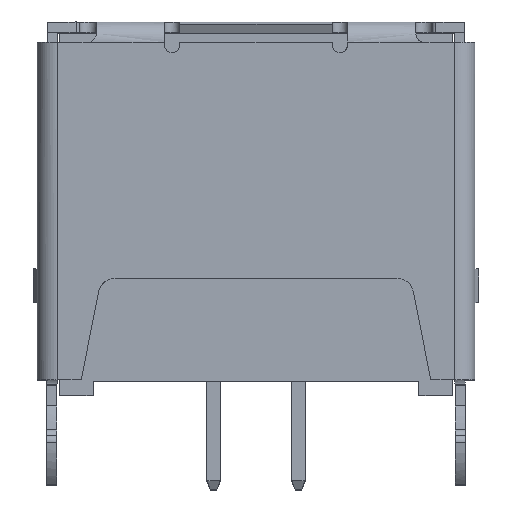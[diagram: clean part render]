
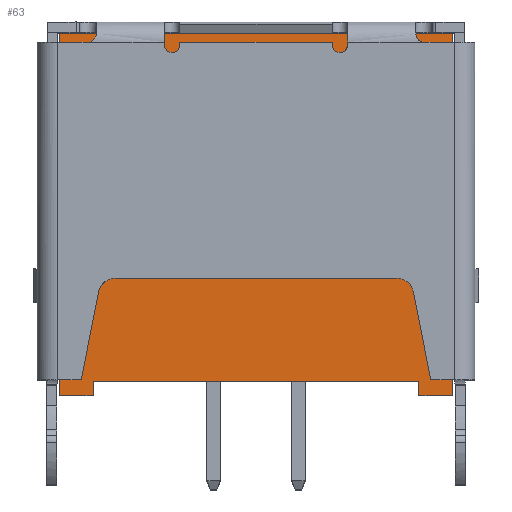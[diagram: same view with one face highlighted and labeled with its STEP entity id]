
A CAD part, top view. The second image highlights one B-rep face of the part: STEP entity #63.
In plain terms, the highlighted free-form (B-spline) face has degree [1, 1] with [2, 2] control points.
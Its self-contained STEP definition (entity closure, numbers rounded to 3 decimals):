
#63 = ADVANCED_FACE ( 'NONE', ( #3148 ), #1638, .T. ) ;
#413 = EDGE_LOOP ( 'NONE', ( #9088, #17656, #10486, #10642, #10770, #17936, #20076, #2490 ) ) ;
#668 = CARTESIAN_POINT ( 'NONE',  ( 4.8, 0., 0. ) ) ;
#751 = B_SPLINE_CURVE_WITH_KNOTS ( 'NONE', 1,
 ( #4405, #6441 ),
 .UNSPECIFIED., .F., .F.,
 ( 2, 2 ),
 ( 0., 1. ),
 .UNSPECIFIED. ) ;
#903 = CARTESIAN_POINT ( 'NONE',  ( -5.8, 10.675, 0. ) ) ;
#1104 = CARTESIAN_POINT ( 'NONE',  ( 6.032, 10.889, 0. ) ) ;
#1236 = CARTESIAN_POINT ( 'NONE',  ( -6.032, -0.214, 0. ) ) ;
#1638 = B_SPLINE_SURFACE_WITH_KNOTS ( 'NONE', 1, 1, ( 
 ( #1104, #11480 ),
 ( #18574, #1236 ) ),
 .UNSPECIFIED., .F., .F., .F.,
 ( 2, 2 ),
 ( 2, 2 ),
 ( -6.032, 6.032 ),
 ( -5.551, 5.551 ),
 .UNSPECIFIED. ) ;
#1829 = CARTESIAN_POINT ( 'NONE',  ( 5.8, 0., 0. ) ) ;
#2444 = B_SPLINE_CURVE_WITH_KNOTS ( 'NONE', 1,
 ( #16267, #8202 ),
 .UNSPECIFIED., .F., .F.,
 ( 2, 2 ),
 ( 0., 1. ),
 .UNSPECIFIED. ) ;
#2490 = ORIENTED_EDGE ( 'NONE', *, *, #12492, .T. ) ;
#2595 = CARTESIAN_POINT ( 'NONE',  ( 5.8, 0., 0. ) ) ;
#3148 = FACE_OUTER_BOUND ( 'NONE', #413, .T. ) ;
#4405 = CARTESIAN_POINT ( 'NONE',  ( 5.8, 0., 0. ) ) ;
#6091 = B_SPLINE_CURVE_WITH_KNOTS ( 'NONE', 1,
 ( #14052, #8503 ),
 .UNSPECIFIED., .F., .F.,
 ( 2, 2 ),
 ( 0., 1. ),
 .UNSPECIFIED. ) ;
#6441 = CARTESIAN_POINT ( 'NONE',  ( 5.8, 10.675, 0. ) ) ;
#6589 = B_SPLINE_CURVE_WITH_KNOTS ( 'NONE', 1,
 ( #22641, #20462 ),
 .UNSPECIFIED., .F., .F.,
 ( 2, 2 ),
 ( 0., 1. ),
 .UNSPECIFIED. ) ;
#8202 = CARTESIAN_POINT ( 'NONE',  ( -4.8, 0., 0. ) ) ;
#8503 = CARTESIAN_POINT ( 'NONE',  ( -5.8, 0., 0. ) ) ;
#8765 = CARTESIAN_POINT ( 'NONE',  ( 5.8, 10.675, 0. ) ) ;
#8799 = CARTESIAN_POINT ( 'NONE',  ( 4.8, 0.41, 0. ) ) ;
#8819 = EDGE_CURVE ( 'NONE', #11904, #23997, #751, .T. ) ;
#9077 = EDGE_CURVE ( 'NONE', #12495, #11904, #9833, .T. ) ;
#9088 = ORIENTED_EDGE ( 'NONE', *, *, #13670, .T. ) ;
#9752 = CARTESIAN_POINT ( 'NONE',  ( 4.8, 0.41, 0. ) ) ;
#9833 = B_SPLINE_CURVE_WITH_KNOTS ( 'NONE', 1,
 ( #21729, #2595 ),
 .UNSPECIFIED., .F., .F.,
 ( 2, 2 ),
 ( 0., 1. ),
 .UNSPECIFIED. ) ;
#10426 = VERTEX_POINT ( 'NONE', #15454 ) ;
#10486 = ORIENTED_EDGE ( 'NONE', *, *, #22623, .T. ) ;
#10642 = ORIENTED_EDGE ( 'NONE', *, *, #16988, .T. ) ;
#10770 = ORIENTED_EDGE ( 'NONE', *, *, #9077, .T. ) ;
#11152 = B_SPLINE_CURVE_WITH_KNOTS ( 'NONE', 1,
 ( #14953, #22711 ),
 .UNSPECIFIED., .F., .F.,
 ( 2, 2 ),
 ( 0., 1. ),
 .UNSPECIFIED. ) ;
#11480 = CARTESIAN_POINT ( 'NONE',  ( 6.032, -0.214, 0. ) ) ;
#11904 = VERTEX_POINT ( 'NONE', #1829 ) ;
#12186 = CARTESIAN_POINT ( 'NONE',  ( -5.8, 10.675, 0. ) ) ;
#12492 = EDGE_CURVE ( 'NONE', #13421, #10426, #6091, .T. ) ;
#12495 = VERTEX_POINT ( 'NONE', #16074 ) ;
#13421 = VERTEX_POINT ( 'NONE', #12186 ) ;
#13670 = EDGE_CURVE ( 'NONE', #10426, #14553, #6589, .T. ) ;
#13976 = CARTESIAN_POINT ( 'NONE',  ( -4.8, 0.41, 0. ) ) ;
#14052 = CARTESIAN_POINT ( 'NONE',  ( -5.8, 10.675, 0. ) ) ;
#14553 = VERTEX_POINT ( 'NONE', #25024 ) ;
#14953 = CARTESIAN_POINT ( 'NONE',  ( -4.8, 0.41, 0. ) ) ;
#15454 = CARTESIAN_POINT ( 'NONE',  ( -5.8, 0., 0. ) ) ;
#15705 = VERTEX_POINT ( 'NONE', #13976 ) ;
#16074 = CARTESIAN_POINT ( 'NONE',  ( 4.8, 0., 0. ) ) ;
#16267 = CARTESIAN_POINT ( 'NONE',  ( -4.8, 0.41, 0. ) ) ;
#16988 = EDGE_CURVE ( 'NONE', #22962, #12495, #19050, .T. ) ;
#17656 = ORIENTED_EDGE ( 'NONE', *, *, #21966, .F. ) ;
#17936 = ORIENTED_EDGE ( 'NONE', *, *, #8819, .T. ) ;
#18574 = CARTESIAN_POINT ( 'NONE',  ( -6.032, 10.889, 0. ) ) ;
#19050 = B_SPLINE_CURVE_WITH_KNOTS ( 'NONE', 1,
 ( #8799, #668 ),
 .UNSPECIFIED., .F., .F.,
 ( 2, 2 ),
 ( 0., 1. ),
 .UNSPECIFIED. ) ;
#20076 = ORIENTED_EDGE ( 'NONE', *, *, #22503, .T. ) ;
#20462 = CARTESIAN_POINT ( 'NONE',  ( -4.8, 0., 0. ) ) ;
#20531 = CARTESIAN_POINT ( 'NONE',  ( 5.8, 10.675, 0. ) ) ;
#21729 = CARTESIAN_POINT ( 'NONE',  ( 4.8, 0., 0. ) ) ;
#21966 = EDGE_CURVE ( 'NONE', #15705, #14553, #2444, .T. ) ;
#22503 = EDGE_CURVE ( 'NONE', #23997, #13421, #22967, .T. ) ;
#22623 = EDGE_CURVE ( 'NONE', #15705, #22962, #11152, .T. ) ;
#22641 = CARTESIAN_POINT ( 'NONE',  ( -5.8, 0., 0. ) ) ;
#22711 = CARTESIAN_POINT ( 'NONE',  ( 4.8, 0.41, 0. ) ) ;
#22962 = VERTEX_POINT ( 'NONE', #9752 ) ;
#22967 = B_SPLINE_CURVE_WITH_KNOTS ( 'NONE', 1,
 ( #20531, #903 ),
 .UNSPECIFIED., .F., .F.,
 ( 2, 2 ),
 ( 0., 1. ),
 .UNSPECIFIED. ) ;
#23997 = VERTEX_POINT ( 'NONE', #8765 ) ;
#25024 = CARTESIAN_POINT ( 'NONE',  ( -4.8, 0., 0. ) ) ;
